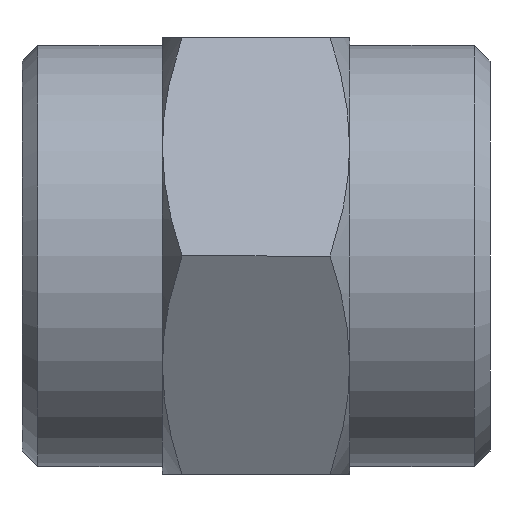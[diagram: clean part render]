
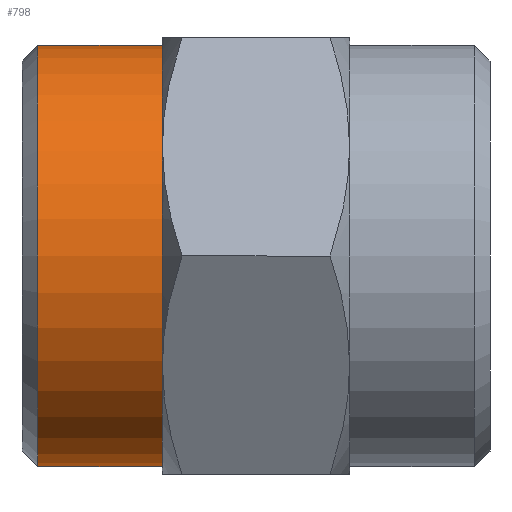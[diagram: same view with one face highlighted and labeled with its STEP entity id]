
A CAD part, left-side view. The second image highlights one B-rep face of the part: STEP entity #798.
In plain terms, the highlighted cylindrical face has radius 6.75 mm (diameter 13.5 mm), a full revolution.
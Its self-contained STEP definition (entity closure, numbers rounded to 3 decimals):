
#53 = CARTESIAN_POINT ( 'NONE',  ( 0., 14.5, 0. ) ) ;
#56 = DIRECTION ( 'NONE',  ( 0., -1., 0. ) ) ;
#58 = DIRECTION ( 'NONE',  ( 0., 0., -1. ) ) ;
#71 = DIRECTION ( 'NONE',  ( 0., -1., 0. ) ) ;
#76 = DIRECTION ( 'NONE',  ( 0., 0., -1. ) ) ;
#78 = CARTESIAN_POINT ( 'NONE',  ( 0., 14.5, 0. ) ) ;
#79 = DIRECTION ( 'NONE',  ( 0., -1., 0. ) ) ;
#118 = CARTESIAN_POINT ( 'NONE',  ( 0., 10.5, -6.75 ) ) ;
#147 = DIRECTION ( 'NONE',  ( 0., 0., -1. ) ) ;
#198 = CARTESIAN_POINT ( 'NONE',  ( 0., 14.5, -6.75 ) ) ;
#202 = CARTESIAN_POINT ( 'NONE',  ( 0., 10.5, 0. ) ) ;
#436 = ORIENTED_EDGE ( 'NONE', *, *, #764, .T. ) ;
#437 = ORIENTED_EDGE ( 'NONE', *, *, #699, .F. ) ;
#469 = CYLINDRICAL_SURFACE ( 'NONE', #750, 6.75 ) ;
#474 = FACE_OUTER_BOUND ( 'NONE', #537, .T. ) ;
#501 = FACE_OUTER_BOUND ( 'NONE', #531, .T. ) ;
#531 = EDGE_LOOP ( 'NONE', ( #436 ) ) ;
#537 = EDGE_LOOP ( 'NONE', ( #437 ) ) ;
#573 = CIRCLE ( 'NONE', #683, 6.75 ) ;
#597 = VERTEX_POINT ( 'NONE', #198 ) ;
#611 = VERTEX_POINT ( 'NONE', #118 ) ;
#647 = CIRCLE ( 'NONE', #668, 6.75 ) ;
#668 = AXIS2_PLACEMENT_3D ( 'NONE', #53, #56, #58 ) ;
#683 = AXIS2_PLACEMENT_3D ( 'NONE', #202, #71, #147 ) ;
#699 = EDGE_CURVE ( 'NONE', #611, #611, #573, .T. ) ;
#750 = AXIS2_PLACEMENT_3D ( 'NONE', #78, #79, #76 ) ;
#764 = EDGE_CURVE ( 'NONE', #597, #597, #647, .T. ) ;
#798 = ADVANCED_FACE ( 'NONE', ( #501, #474 ), #469, .T. ) ;
